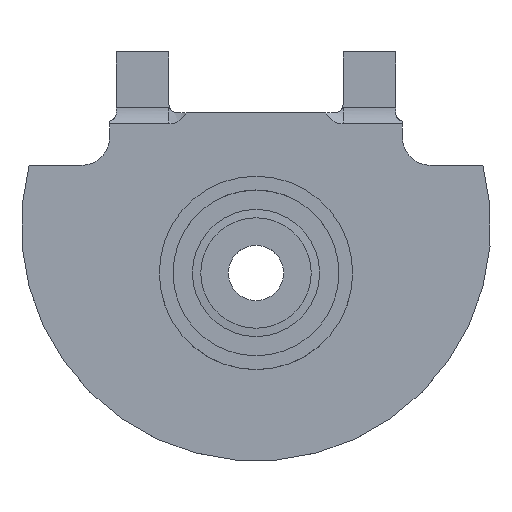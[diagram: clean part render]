
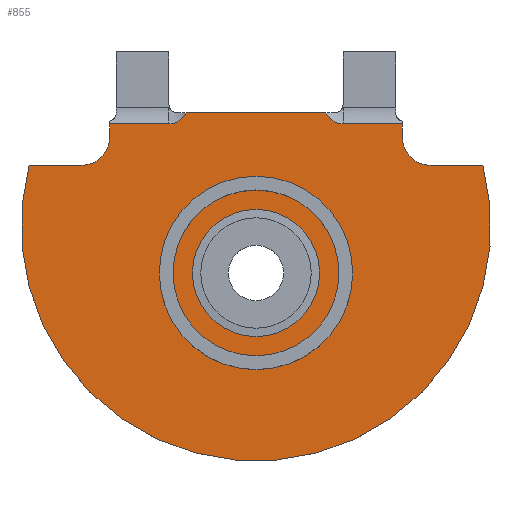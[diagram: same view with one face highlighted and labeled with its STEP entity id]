
A CAD part, top view. The second image highlights one B-rep face of the part: STEP entity #855.
In plain terms, the highlighted planar face has unit normal (0, 0, 1).
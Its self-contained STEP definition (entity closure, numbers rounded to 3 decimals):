
#66=FACE_BOUND('',#177,.T.);
#74=CIRCLE('',#985,8.5);
#75=CIRCLE('',#986,1.);
#76=CIRCLE('',#987,0.7);
#77=CIRCLE('',#988,0.7);
#78=CIRCLE('',#989,1.);
#79=CIRCLE('',#990,2.3);
#80=CIRCLE('',#991,2.3);
#131=FACE_OUTER_BOUND('',#176,.T.);
#176=EDGE_LOOP('',(#551,#552,#553,#554,#555,#556,#557,#558,#559,#560,#561,
#562));
#177=EDGE_LOOP('',(#563,#564));
#231=LINE('',#1358,#286);
#232=LINE('',#1362,#287);
#233=LINE('',#1367,#288);
#234=LINE('',#1369,#289);
#235=LINE('',#1373,#290);
#236=LINE('',#1377,#291);
#237=LINE('',#1379,#292);
#286=VECTOR('',#1094,1.91);
#287=VECTOR('',#1097,1.91);
#288=VECTOR('',#1102,0.5);
#289=VECTOR('',#1103,2.15);
#290=VECTOR('',#1106,5.035);
#291=VECTOR('',#1109,2.15);
#292=VECTOR('',#1110,0.5);
#338=VERTEX_POINT('',#1351);
#341=VERTEX_POINT('',#1356);
#342=VERTEX_POINT('',#1360);
#343=VERTEX_POINT('',#1361);
#344=VERTEX_POINT('',#1364);
#345=VERTEX_POINT('',#1366);
#346=VERTEX_POINT('',#1368);
#347=VERTEX_POINT('',#1370);
#348=VERTEX_POINT('',#1372);
#349=VERTEX_POINT('',#1374);
#350=VERTEX_POINT('',#1376);
#351=VERTEX_POINT('',#1378);
#352=VERTEX_POINT('',#1381);
#353=VERTEX_POINT('',#1382);
#427=EDGE_CURVE('',#341,#338,#231,.T.);
#428=EDGE_CURVE('',#342,#343,#232,.T.);
#429=EDGE_CURVE('',#342,#338,#74,.T.);
#430=EDGE_CURVE('',#341,#344,#75,.T.);
#431=EDGE_CURVE('',#345,#344,#233,.T.);
#432=EDGE_CURVE('',#345,#346,#234,.T.);
#433=EDGE_CURVE('',#346,#347,#76,.T.);
#434=EDGE_CURVE('',#348,#347,#235,.T.);
#435=EDGE_CURVE('',#348,#349,#77,.T.);
#436=EDGE_CURVE('',#350,#349,#236,.T.);
#437=EDGE_CURVE('',#351,#350,#237,.T.);
#438=EDGE_CURVE('',#351,#343,#78,.T.);
#439=EDGE_CURVE('',#352,#353,#79,.T.);
#440=EDGE_CURVE('',#353,#352,#80,.T.);
#551=ORIENTED_EDGE('',*,*,#428,.F.);
#552=ORIENTED_EDGE('',*,*,#429,.T.);
#553=ORIENTED_EDGE('',*,*,#427,.F.);
#554=ORIENTED_EDGE('',*,*,#430,.T.);
#555=ORIENTED_EDGE('',*,*,#431,.F.);
#556=ORIENTED_EDGE('',*,*,#432,.T.);
#557=ORIENTED_EDGE('',*,*,#433,.T.);
#558=ORIENTED_EDGE('',*,*,#434,.F.);
#559=ORIENTED_EDGE('',*,*,#435,.T.);
#560=ORIENTED_EDGE('',*,*,#436,.F.);
#561=ORIENTED_EDGE('',*,*,#437,.F.);
#562=ORIENTED_EDGE('',*,*,#438,.T.);
#563=ORIENTED_EDGE('',*,*,#439,.F.);
#564=ORIENTED_EDGE('',*,*,#440,.F.);
#794=PLANE('',#984);
#855=ADVANCED_FACE('',(#131,#66),#794,.T.);
#984=AXIS2_PLACEMENT_3D('',#1359,#1095,#1096);
#985=AXIS2_PLACEMENT_3D('',#1363,#1098,#1099);
#986=AXIS2_PLACEMENT_3D('',#1365,#1100,#1101);
#987=AXIS2_PLACEMENT_3D('',#1371,#1104,#1105);
#988=AXIS2_PLACEMENT_3D('',#1375,#1107,#1108);
#989=AXIS2_PLACEMENT_3D('',#1380,#1111,#1112);
#990=AXIS2_PLACEMENT_3D('',#1383,#1113,#1114);
#991=AXIS2_PLACEMENT_3D('',#1384,#1115,#1116);
#1094=DIRECTION('',(1.,0.,0.));
#1095=DIRECTION('center_axis',(0.,0.,1.));
#1096=DIRECTION('ref_axis',(1.,0.,0.));
#1097=DIRECTION('',(1.,0.,0.));
#1098=DIRECTION('center_axis',(0.,0.,1.));
#1099=DIRECTION('ref_axis',(0.995,0.1,0.));
#1100=DIRECTION('center_axis',(0.,0.,-1.));
#1101=DIRECTION('ref_axis',(0.,-1.,0.));
#1102=DIRECTION('',(0.,-1.,0.));
#1103=DIRECTION('',(-1.,0.,0.));
#1104=DIRECTION('center_axis',(0.,0.,-1.));
#1105=DIRECTION('ref_axis',(0.,-1.,0.));
#1106=DIRECTION('',(1.,0.,0.));
#1107=DIRECTION('center_axis',(0.,0.,-1.));
#1108=DIRECTION('ref_axis',(0.904,-0.429,0.));
#1109=DIRECTION('',(1.,0.,0.));
#1110=DIRECTION('',(0.,1.,0.));
#1111=DIRECTION('center_axis',(0.,0.,-1.));
#1112=DIRECTION('ref_axis',(1.,0.,0.));
#1113=DIRECTION('center_axis',(0.,0.,1.));
#1114=DIRECTION('ref_axis',(0.,1.,0.));
#1115=DIRECTION('center_axis',(0.,0.,1.));
#1116=DIRECTION('ref_axis',(0.,1.,0.));
#1351=CARTESIAN_POINT('',(8.21,2.2,0.536));
#1356=CARTESIAN_POINT('',(6.3,2.2,0.536));
#1358=CARTESIAN_POINT('',(6.3,2.2,0.536));
#1359=CARTESIAN_POINT('Origin',(0.,0.,0.536));
#1360=CARTESIAN_POINT('',(-8.21,2.2,0.536));
#1361=CARTESIAN_POINT('',(-6.3,2.2,0.536));
#1362=CARTESIAN_POINT('',(-8.21,2.2,0.536));
#1363=CARTESIAN_POINT('Origin',(0.,0.,0.536));
#1364=CARTESIAN_POINT('',(5.3,3.2,0.536));
#1365=CARTESIAN_POINT('Origin',(6.3,3.2,0.536));
#1366=CARTESIAN_POINT('',(5.3,3.7,0.536));
#1367=CARTESIAN_POINT('',(5.3,3.7,0.536));
#1368=CARTESIAN_POINT('',(3.15,3.7,0.536));
#1369=CARTESIAN_POINT('',(5.3,3.7,0.536));
#1370=CARTESIAN_POINT('',(2.518,4.1,0.536));
#1371=CARTESIAN_POINT('Origin',(3.15,4.4,0.536));
#1372=CARTESIAN_POINT('',(-2.518,4.1,0.536));
#1373=CARTESIAN_POINT('',(-2.518,4.1,0.536));
#1374=CARTESIAN_POINT('',(-3.15,3.7,0.536));
#1375=CARTESIAN_POINT('Origin',(-3.15,4.4,0.536));
#1376=CARTESIAN_POINT('',(-5.3,3.7,0.536));
#1377=CARTESIAN_POINT('',(-5.3,3.7,0.536));
#1378=CARTESIAN_POINT('',(-5.3,3.2,0.536));
#1379=CARTESIAN_POINT('',(-5.3,3.2,0.536));
#1380=CARTESIAN_POINT('Origin',(-6.3,3.2,0.536));
#1381=CARTESIAN_POINT('',(0.,-4.,0.536));
#1382=CARTESIAN_POINT('',(0.,0.6,0.536));
#1383=CARTESIAN_POINT('Origin',(0.,-1.7,0.536));
#1384=CARTESIAN_POINT('Origin',(0.,-1.7,0.536));
